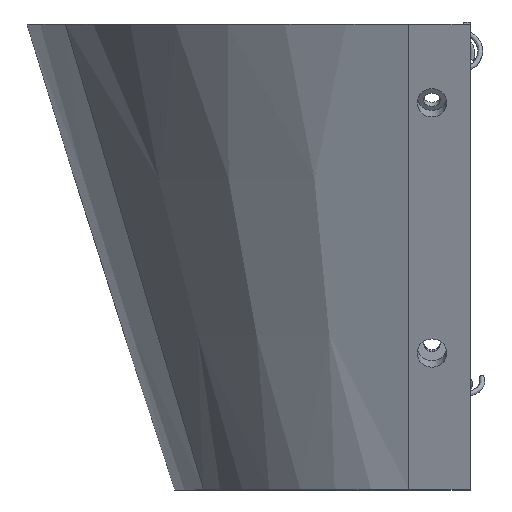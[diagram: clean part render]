
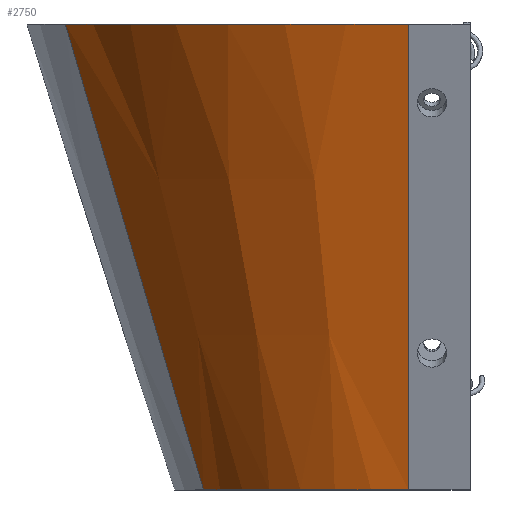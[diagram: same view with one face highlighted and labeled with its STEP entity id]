
A CAD part, front view. The second image highlights one B-rep face of the part: STEP entity #2750.
In plain terms, the highlighted conical face has half-angle 17.65 degrees and reference radius 69.5 mm.
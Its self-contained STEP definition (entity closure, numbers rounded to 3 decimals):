
#64=CONICAL_SURFACE('',#3142,69.5,0.308);
#327=FACE_OUTER_BOUND('',#513,.T.);
#513=EDGE_LOOP('',(#2360,#2361,#2362,#2363));
#741=LINE('',#4633,#973);
#744=LINE('',#4645,#976);
#973=VECTOR('',#3806,10.);
#976=VECTOR('',#3819,10.);
#1145=CIRCLE('',#3143,87.);
#1146=CIRCLE('',#3144,52.);
#1372=VERTEX_POINT('',#4630);
#1373=VERTEX_POINT('',#4632);
#1376=VERTEX_POINT('',#4642);
#1377=VERTEX_POINT('',#4644);
#1716=EDGE_CURVE('',#1373,#1372,#741,.T.);
#1721=EDGE_CURVE('',#1376,#1372,#1145,.T.);
#1722=EDGE_CURVE('',#1377,#1376,#744,.F.);
#1723=EDGE_CURVE('',#1377,#1373,#1146,.T.);
#2360=ORIENTED_EDGE('',*,*,#1716,.T.);
#2361=ORIENTED_EDGE('',*,*,#1721,.F.);
#2362=ORIENTED_EDGE('',*,*,#1722,.F.);
#2363=ORIENTED_EDGE('',*,*,#1723,.T.);
#2750=ADVANCED_FACE('',(#327),#64,.T.);
#3142=AXIS2_PLACEMENT_3D('',#4641,#3815,#3816);
#3143=AXIS2_PLACEMENT_3D('',#4643,#3817,#3818);
#3144=AXIS2_PLACEMENT_3D('',#4646,#3820,#3821);
#3806=DIRECTION('',(0.,-0.303,0.953));
#3815=DIRECTION('center_axis',(0.,0.,1.));
#3816=DIRECTION('ref_axis',(-0.932,-0.363,0.));
#3817=DIRECTION('center_axis',(0.,0.,1.));
#3818=DIRECTION('ref_axis',(-0.932,-0.363,0.));
#3819=DIRECTION('',(0.283,0.11,-0.953));
#3820=DIRECTION('center_axis',(0.,0.,1.));
#3821=DIRECTION('ref_axis',(-0.932,-0.363,0.));
#4630=CARTESIAN_POINT('',(-14.5,-105.,55.));
#4632=CARTESIAN_POINT('',(-14.5,-70.,-55.));
#4633=CARTESIAN_POINT('',(-14.5,-105.,55.));
#4641=CARTESIAN_POINT('Origin',(-14.5,-18.,0.));
#4642=CARTESIAN_POINT('',(-95.568,-49.574,55.));
#4643=CARTESIAN_POINT('Origin',(-14.5,-18.,55.));
#4644=CARTESIAN_POINT('',(-62.955,-36.872,-55.));
#4645=CARTESIAN_POINT('',(-95.568,-49.574,55.));
#4646=CARTESIAN_POINT('Origin',(-14.5,-18.,-55.));
